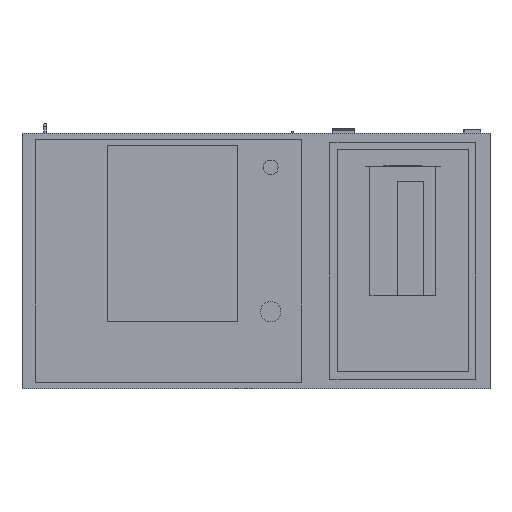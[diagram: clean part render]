
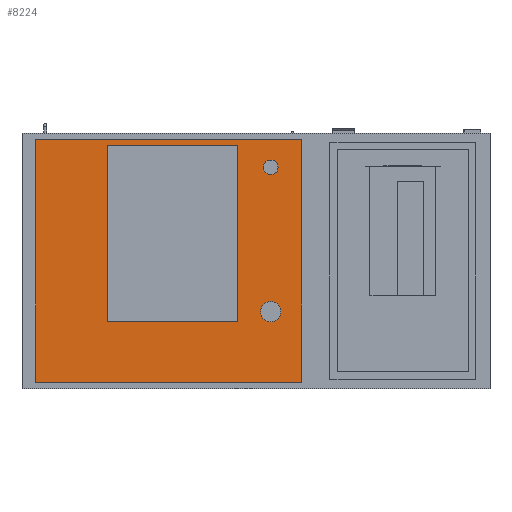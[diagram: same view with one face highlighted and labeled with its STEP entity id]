
A CAD part, front view. The second image highlights one B-rep face of the part: STEP entity #8224.
In plain terms, the highlighted planar face has unit normal (0, -1, 0).
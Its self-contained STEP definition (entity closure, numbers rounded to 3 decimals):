
#482=FACE_OUTER_BOUND('',#997,.T.);
#997=EDGE_LOOP('',(#5526,#5527,#5528,#5529));
#1549=LINE('',#12063,#2520);
#1551=LINE('',#12067,#2522);
#1552=LINE('',#12070,#2523);
#1553=LINE('',#12071,#2524);
#2520=VECTOR('',#9617,10.);
#2522=VECTOR('',#9621,10.);
#2523=VECTOR('',#9624,10.);
#2524=VECTOR('',#9625,10.);
#3473=VERTEX_POINT('',#12059);
#3474=VERTEX_POINT('',#12061);
#3475=VERTEX_POINT('',#12065);
#3476=VERTEX_POINT('',#12069);
#4283=EDGE_CURVE('',#3474,#3473,#1549,.T.);
#4285=EDGE_CURVE('',#3474,#3475,#1551,.T.);
#4286=EDGE_CURVE('',#3476,#3475,#1552,.T.);
#4287=EDGE_CURVE('',#3473,#3476,#1553,.T.);
#5526=ORIENTED_EDGE('',*,*,#4285,.T.);
#5527=ORIENTED_EDGE('',*,*,#4286,.F.);
#5528=ORIENTED_EDGE('',*,*,#4287,.F.);
#5529=ORIENTED_EDGE('',*,*,#4283,.F.);
#7819=PLANE('',#8811);
#8224=ADVANCED_FACE('',(#482),#7819,.T.);
#8811=AXIS2_PLACEMENT_3D('',#12068,#9622,#9623);
#9617=DIRECTION('',(0.,0.,1.));
#9621=DIRECTION('',(1.,0.,0.));
#9622=DIRECTION('center_axis',(0.,-1.,0.));
#9623=DIRECTION('ref_axis',(0.,0.,-1.));
#9624=DIRECTION('',(0.,0.,-1.));
#9625=DIRECTION('',(1.,0.,0.));
#12059=CARTESIAN_POINT('',(-362.5,-185.,330.));
#12061=CARTESIAN_POINT('',(-362.5,-185.,-330.));
#12063=CARTESIAN_POINT('',(-362.5,-185.,330.));
#12065=CARTESIAN_POINT('',(362.5,-185.,-330.));
#12067=CARTESIAN_POINT('',(0.,-185.,-330.));
#12068=CARTESIAN_POINT('Origin',(0.,-185.,330.));
#12069=CARTESIAN_POINT('',(362.5,-185.,330.));
#12070=CARTESIAN_POINT('',(362.5,-185.,330.));
#12071=CARTESIAN_POINT('',(0.,-185.,330.));
